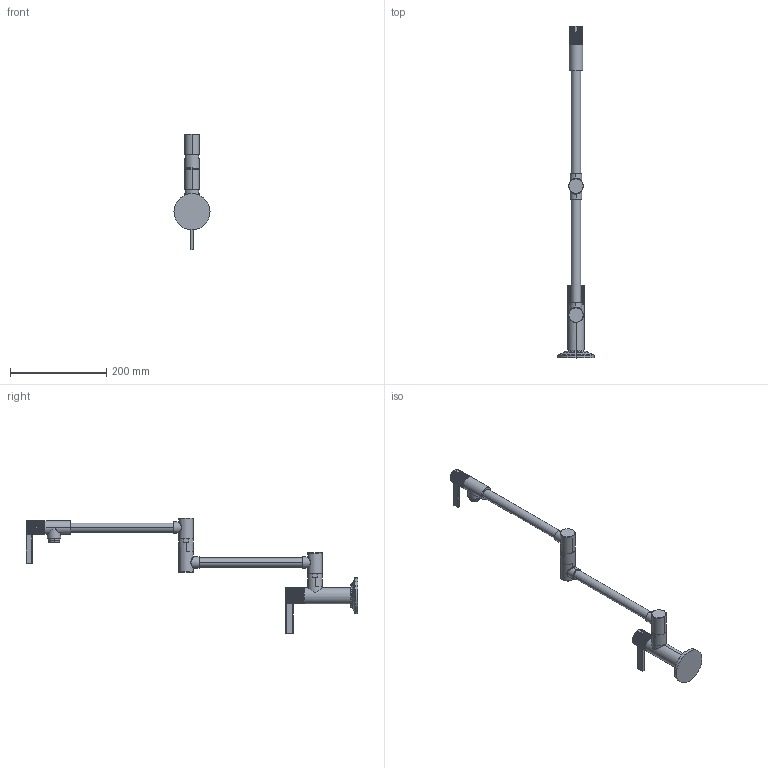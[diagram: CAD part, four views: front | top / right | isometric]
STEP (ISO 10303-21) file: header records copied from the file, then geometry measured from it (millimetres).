
FILE_DESCRIPTION((''),'2;1');
FILE_NAME('3230-5503','2025-04-22T23:48:22',('SwamiS'),(''),'CREO PARAMETRIC BY PTC INC, 2023134','CREO PARAMETRIC BY PTC INC, 2023134','');
FILE_SCHEMA(('CONFIG_CONTROL_DESIGN'));
Length unit declared in the file: inch
Products named in the file (1): 3230-5503
Bounding box: 75.13 x 690.88 x 241.21 mm (x, y, z)
Volume: 514170.6 mm3; surface area: 101393.9 mm2
Topology: 5 solids, 5 shells, 702 faces, 1945 edges, 1267 vertices
Faces by surface type: plane 394, cylinder 246, torus 22, sphere 16, bspline 14, cone 10
Entity records: 29780 total; most frequent: CARTESIAN_POINT 12556, ORIENTED_EDGE 3890, DIRECTION 3273, EDGE_CURVE 1945, VERTEX_POINT 1267, AXIS2_PLACEMENT_3D 1255, VECTOR 763, LINE 763
